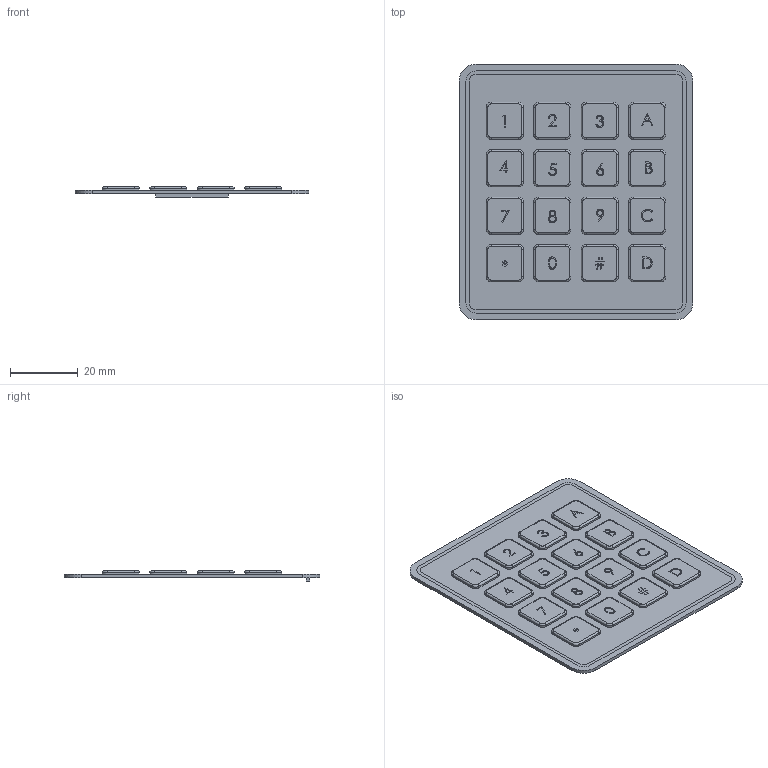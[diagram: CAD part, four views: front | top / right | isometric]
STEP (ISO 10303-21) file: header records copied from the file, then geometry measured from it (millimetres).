
FILE_DESCRIPTION (( 'STEP AP203' ), '1' );
FILE_NAME ('TEC-MA-4X4.STEP', '2016-07-06T13:37:00', ( '' ), ( '' ), 'SwSTEP 2.0', 'SolidWorks 2016', '' );
FILE_SCHEMA (( 'CONFIG_CONTROL_DESIGN' ));
Length unit declared in the file: millimetre
Products named in the file (1): TEC-MA-4X4
Bounding box: 69 x 75.5 x 3 mm (x, y, z)
Volume: 7079.7 mm3; surface area: 11220.4 mm2
Topology: 1 solids, 1 shells, 553 faces, 1387 edges, 882 vertices
Faces by surface type: plane 252, cylinder 140, bspline 97, torus 64
Entity records: 22004 total; most frequent: CARTESIAN_POINT 9088, ORIENTED_EDGE 2774, DIRECTION 2451, EDGE_CURVE 1387, VERTEX_POINT 882, VECTOR 849, LINE 849, AXIS2_PLACEMENT_3D 801
